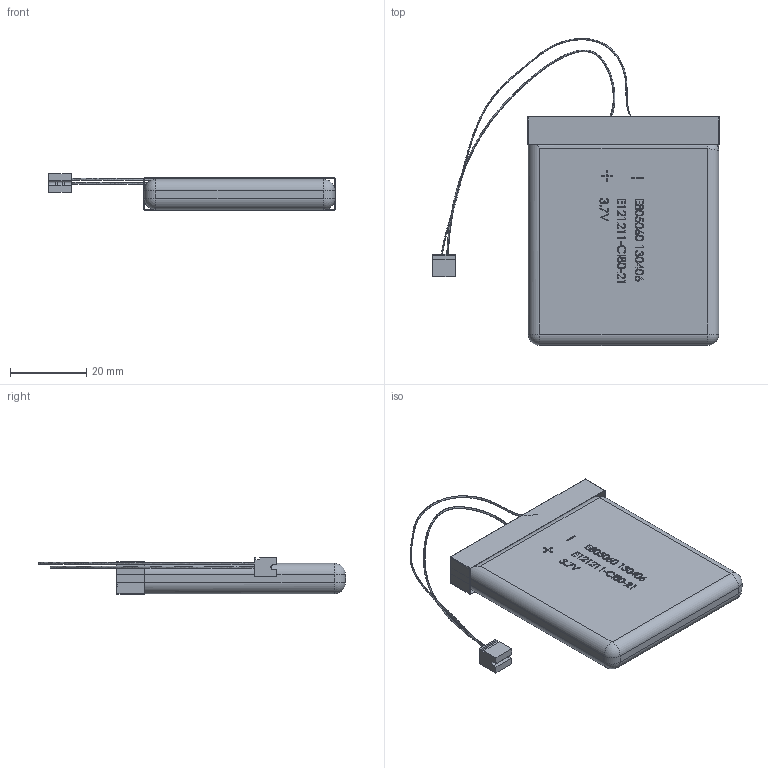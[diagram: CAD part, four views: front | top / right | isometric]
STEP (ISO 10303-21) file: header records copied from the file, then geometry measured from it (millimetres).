
FILE_DESCRIPTION (( 'STEP AP203' ), '1' );
FILE_NAME ('Battery 2500mAh.STEP', '2019-01-11T22:07:40', ( '' ), ( '' ), 'SwSTEP 2.0', 'SolidWorks 2018', '' );
FILE_SCHEMA (( 'CONFIG_CONTROL_DESIGN' ));
Length unit declared in the file: millimetre
Products named in the file (1): Battery 2500mAh
Bounding box: 75.17 x 80.54 x 9.55 mm (x, y, z)
Volume: 23203.2 mm3; surface area: 9431.9 mm2
Topology: 5 solids, 5 shells, 462 faces, 1188 edges, 781 vertices
Faces by surface type: plane 252, bspline 177, cylinder 27, sphere 6
Entity records: 24055 total; most frequent: CARTESIAN_POINT 13999, ORIENTED_EDGE 2370, DIRECTION 1417, EDGE_CURVE 1185, VERTEX_POINT 783, LINE 771, VECTOR 771, EDGE_LOOP 514
